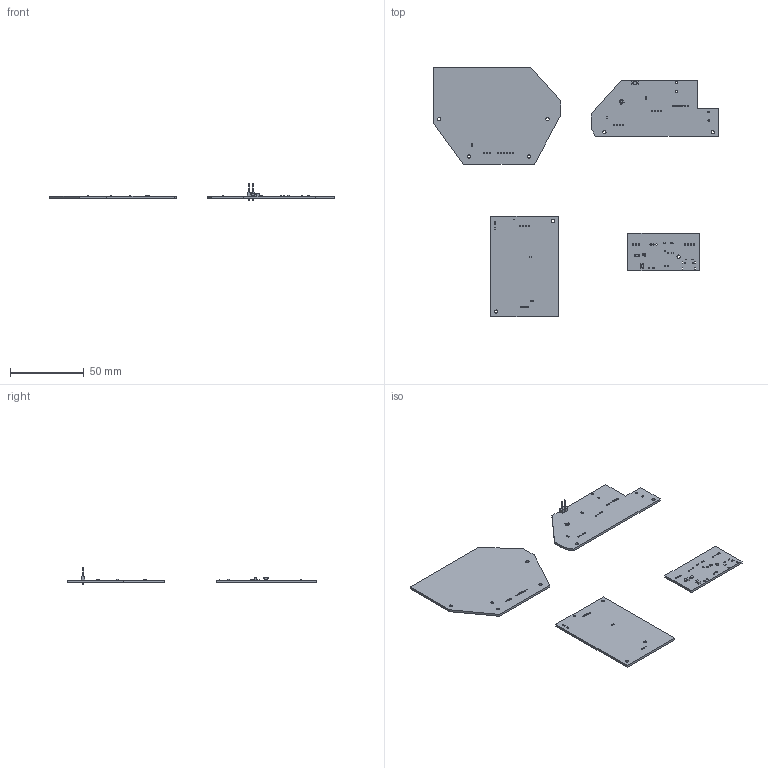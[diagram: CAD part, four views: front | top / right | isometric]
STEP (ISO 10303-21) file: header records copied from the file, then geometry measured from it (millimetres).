
FILE_DESCRIPTION(('KiCad electronic assembly'),'2;1');
FILE_NAME('PDN.step','2024-03-18T09:46:05',('Pcbnew'),('Kicad'), 'Open CASCADE STEP processor 7.6','KiCad to STEP converter','Unknown' );
FILE_SCHEMA(('AUTOMOTIVE_DESIGN { 1 0 10303 214 1 1 1 1 }'));
Length unit declared in the file: millimetre
Products named in the file (15): PDN 1; PinHeader_1x02_P2.54mm_Vertical; SOLID; R_0603_1608Metric; C_1206_3216Metric; R_0402_1005Metric; R_0805_2012Metric; PCB1; PCB2; PCB3; PCB4
Assembly tree (28 placements, depth 3):
  PDN 1
    PinHeader_1x02_P2.54mm_Vertical
      SOLID
    R_0603_1608Metric  x7
      SOLID
    C_1206_3216Metric  x2
      SOLID
    R_0402_1005Metric  x8
      SOLID
    R_0805_2012Metric
      SOLID
    PCB1
    PCB2
    PCB3
    PCB4
Bounding box: 193.66 x 169.84 x 11.54 mm (x, y, z)
Volume: 18970.2 mm3; surface area: 25928.3 mm2
Topology: 23 solids, 23 shells, 712 faces, 1894 edges, 1236 vertices
Faces by surface type: plane 483, cylinder 229
Full cylindrical faces by diameter (mm): 0.3 x12, 0.6 x4, 0.61 x2, 0.65 x2, 0.914 x40, 1 x4, 1.3 x4, 2.2 x9
Entity records: 25477 total; most frequent: CARTESIAN_POINT 4945, DIRECTION 3600, LINE 2362, VECTOR 2362, ORIENTED_EDGE 1876, PCURVE 1876, DEFINITIONAL_REPRESENTATION 1876, EDGE_CURVE 938
